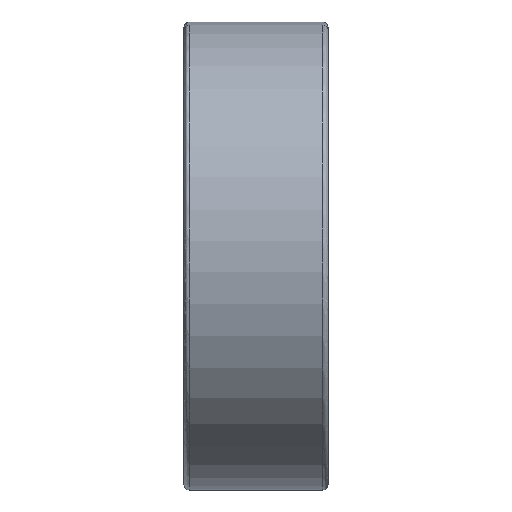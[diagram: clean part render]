
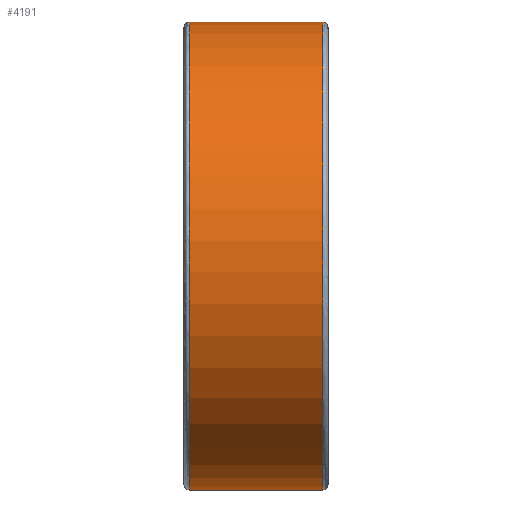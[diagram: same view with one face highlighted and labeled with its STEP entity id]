
A CAD part, front view. The second image highlights one B-rep face of the part: STEP entity #4191.
In plain terms, the highlighted free-form (B-spline) face has degree [2, 1] with [5, 2] control points.
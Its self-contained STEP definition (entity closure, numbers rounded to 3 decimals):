
#3805 = VERTEX_POINT('',#3806);
#3806 = CARTESIAN_POINT('',(0.4,0.,
    17.339));
#3813 = VERTEX_POINT('',#3814);
#3814 = CARTESIAN_POINT('',(0.4,0.,-17.339));
#3848 = EDGE_CURVE('',#3805,#3849,#3851,.T.);
#3849 = VERTEX_POINT('',#3850);
#3850 = CARTESIAN_POINT('',(10.27,0.,
    17.339));
#3851 = B_SPLINE_CURVE_WITH_KNOTS('',1,(#3852,#3853),.UNSPECIFIED.,.F.,
  .F.,(2,2),(-7.7,-0.3),.PIECEWISE_BEZIER_KNOTS.);
#3852 = CARTESIAN_POINT('',(0.4,0.,
    17.339));
#3853 = CARTESIAN_POINT('',(10.27,0.,
    17.339));
#3856 = VERTEX_POINT('',#3857);
#3857 = CARTESIAN_POINT('',(10.27,0.,-17.339));
#3865 = EDGE_CURVE('',#3813,#3856,#3866,.T.);
#3866 = B_SPLINE_CURVE_WITH_KNOTS('',1,(#3867,#3868),.UNSPECIFIED.,.F.,
  .F.,(2,2),(-7.7,-0.3),.PIECEWISE_BEZIER_KNOTS.);
#3867 = CARTESIAN_POINT('',(0.4,0.,-17.339));
#3868 = CARTESIAN_POINT('',(10.27,0.,-17.339));
#4166 = EDGE_CURVE('',#3849,#3856,#4167,.T.);
#4167 = ( BOUNDED_CURVE() B_SPLINE_CURVE(2,(#4168,#4169,#4170,#4171,
#4172),.UNSPECIFIED.,.F.,.F.) B_SPLINE_CURVE_WITH_KNOTS((3,2,3),(
    3.142,4.712,6.283),
.PIECEWISE_BEZIER_KNOTS.) CURVE() GEOMETRIC_REPRESENTATION_ITEM() 
RATIONAL_B_SPLINE_CURVE((1.,0.707,1.,0.707,1.)) 
REPRESENTATION_ITEM('') );
#4168 = CARTESIAN_POINT('',(10.27,0.,
    17.339));
#4169 = CARTESIAN_POINT('',(10.27,-17.339,
    17.339));
#4170 = CARTESIAN_POINT('',(10.27,-17.339,
    0.));
#4171 = CARTESIAN_POINT('',(10.27,-17.339,
    -17.339));
#4172 = CARTESIAN_POINT('',(10.27,0.,
    -17.339));
#4191 = ADVANCED_FACE('',(#4192),#4205,.T.);
#4192 = FACE_BOUND('',#4193,.T.);
#4193 = EDGE_LOOP('',(#4194,#4195,#4203,#4204));
#4194 = ORIENTED_EDGE('',*,*,#3848,.F.);
#4195 = ORIENTED_EDGE('',*,*,#4196,.T.);
#4196 = EDGE_CURVE('',#3805,#3813,#4197,.T.);
#4197 = ( BOUNDED_CURVE() B_SPLINE_CURVE(2,(#4198,#4199,#4200,#4201,
#4202),.UNSPECIFIED.,.F.,.F.) B_SPLINE_CURVE_WITH_KNOTS((3,2,3),(
    3.142,4.712,6.283),
.PIECEWISE_BEZIER_KNOTS.) CURVE() GEOMETRIC_REPRESENTATION_ITEM() 
RATIONAL_B_SPLINE_CURVE((1.,0.707,1.,0.707,1.)) 
REPRESENTATION_ITEM('') );
#4198 = CARTESIAN_POINT('',(0.4,0.,
    17.339));
#4199 = CARTESIAN_POINT('',(0.4,-17.339,
    17.339));
#4200 = CARTESIAN_POINT('',(0.4,-17.339,
    0.));
#4201 = CARTESIAN_POINT('',(0.4,-17.339,
    -17.339));
#4202 = CARTESIAN_POINT('',(0.4,0.,
    -17.339));
#4203 = ORIENTED_EDGE('',*,*,#3865,.T.);
#4204 = ORIENTED_EDGE('',*,*,#4166,.F.);
#4205 = ( BOUNDED_SURFACE() B_SPLINE_SURFACE(2,1,(
    (#4206,#4207)
    ,(#4208,#4209)
    ,(#4210,#4211)
    ,(#4212,#4213)
    ,(#4214,#4215
)),.UNSPECIFIED.,.F.,.F.,.F.) B_SPLINE_SURFACE_WITH_KNOTS((3,2,3),(2,2),
  (3.142,4.712,6.283),(-7.7,-0.3),
.PIECEWISE_BEZIER_KNOTS.) GEOMETRIC_REPRESENTATION_ITEM() 
RATIONAL_B_SPLINE_SURFACE((
    (1.,1.)
    ,(0.707,0.707)
    ,(1.,1.)
    ,(0.707,0.707)
,(1.,1.))) REPRESENTATION_ITEM('') SURFACE() );
#4206 = CARTESIAN_POINT('',(0.4,0.,
    17.339));
#4207 = CARTESIAN_POINT('',(10.27,0.,
    17.339));
#4208 = CARTESIAN_POINT('',(0.4,-17.339,
    17.339));
#4209 = CARTESIAN_POINT('',(10.27,-17.339,
    17.339));
#4210 = CARTESIAN_POINT('',(0.4,-17.339,
    0.));
#4211 = CARTESIAN_POINT('',(10.27,-17.339,
    0.));
#4212 = CARTESIAN_POINT('',(0.4,-17.339,
    -17.339));
#4213 = CARTESIAN_POINT('',(10.27,-17.339,
    -17.339));
#4214 = CARTESIAN_POINT('',(0.4,0.,
    -17.339));
#4215 = CARTESIAN_POINT('',(10.27,0.,
    -17.339));
